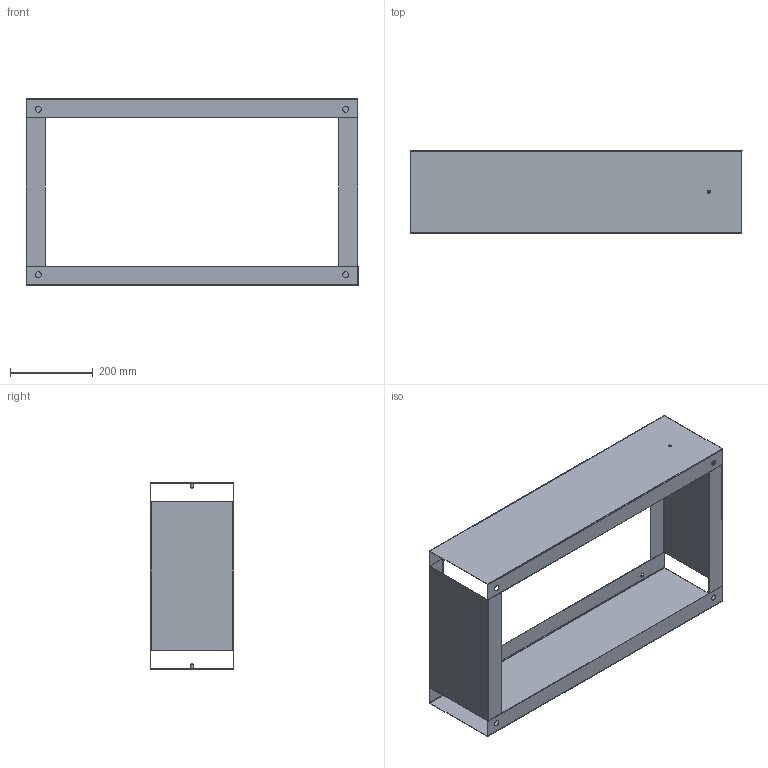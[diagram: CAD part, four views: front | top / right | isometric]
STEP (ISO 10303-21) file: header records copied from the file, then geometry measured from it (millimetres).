
FILE_DESCRIPTION (( 'STEP AP214' ), '1' );
FILE_NAME ('Öîêîëü ê ÂÐÓ Unit S (200õ800õ450) EKF PROxima.STEP', '2022-03-28T16:32:39', ( '' ), ( '' ), 'SwSTEP 2.0', 'SolidWorks 2021', '' );
FILE_SCHEMA (( 'AUTOMOTIVE_DESIGN' ));
Length unit declared in the file: millimetre
Products named in the file (5): Öîêîëü ê ÂÐÓ Unit S (200õ800õ450) EKF PROxima; ÌÈ-2362.01.01.000 Øâåëëåð ïåðåäíèé â ñáîðå; Øïèëüêà Ì6õ12; ÌÈ-2362.01.01.001 Øâåëëåð ïåðåäíèé; ÌÈ-2360.01.00.001 Øâåëëåð áîêîâîé
Assembly tree (6 placements, depth 3):
  Öîêîëü ê ÂÐÓ Unit S (200õ800õ450) EKF PROxima
    ÌÈ-2362.01.01.000 Øâåëëåð ïåðåäíèé â ñáîðå  x2
      ÌÈ-2362.01.01.001 Øâåëëåð ïåðåäíèé
      Øïèëüêà Ì6õ12
    ÌÈ-2360.01.00.001 Øâåëëåð áîêîâîé  x2
Bounding box: 800 x 200 x 450 mm (x, y, z)
Volume: 668422 mm3; surface area: 1343307.2 mm2
Topology: 6 solids, 6 shells, 126 faces, 268 edges, 156 vertices
Faces by surface type: plane 78, cylinder 44, cone 4
Entity records: 1878 total; most frequent: DIRECTION 326, CARTESIAN_POINT 285, ORIENTED_EDGE 268, EDGE_CURVE 134, AXIS2_PLACEMENT_3D 119, LINE 88, VECTOR 88, VERTEX_POINT 78
